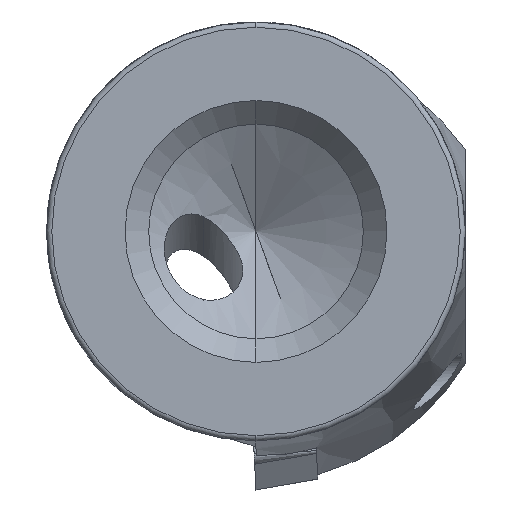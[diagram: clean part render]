
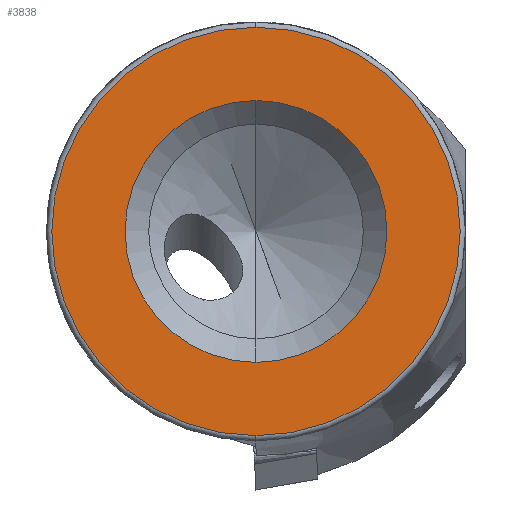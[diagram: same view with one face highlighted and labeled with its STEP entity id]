
A CAD part, left-side view. The second image highlights one B-rep face of the part: STEP entity #3838.
In plain terms, the highlighted planar face has unit normal (-1, 0, 0).
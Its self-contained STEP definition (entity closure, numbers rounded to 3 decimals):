
#37 = EDGE_CURVE ( 'NONE', #1503, #4079, #917, .T. ) ;
#44 = EDGE_LOOP ( 'NONE', ( #628, #1539 ) ) ;
#129 = PLANE ( 'NONE',  #1292 ) ;
#174 = CARTESIAN_POINT ( 'NONE',  ( -27., 0., 9.875 ) ) ;
#220 = AXIS2_PLACEMENT_3D ( 'NONE', #863, #3302, #1224 ) ;
#415 = ORIENTED_EDGE ( 'NONE', *, *, #1504, .F. ) ;
#435 = CARTESIAN_POINT ( 'NONE',  ( -27., 0., 9.875 ) ) ;
#514 = ORIENTED_EDGE ( 'NONE', *, *, #949, .F. ) ;
#628 = ORIENTED_EDGE ( 'NONE', *, *, #4430, .T. ) ;
#784 = DIRECTION ( 'NONE',  ( 0., 0., 1. ) ) ;
#863 = CARTESIAN_POINT ( 'NONE',  ( -27., 0., 9.875 ) ) ;
#888 = DIRECTION ( 'NONE',  ( 0., 0., -1. ) ) ;
#917 = CIRCLE ( 'NONE', #4344, 7.8 ) ;
#949 = EDGE_CURVE ( 'NONE', #3693, #3198, #2225, .T. ) ;
#1200 = AXIS2_PLACEMENT_3D ( 'NONE', #435, #2897, #784 ) ;
#1224 = DIRECTION ( 'NONE',  ( 0., 0., 1. ) ) ;
#1274 = FACE_BOUND ( 'NONE', #2536, .T. ) ;
#1292 = AXIS2_PLACEMENT_3D ( 'NONE', #3625, #1555, #3976 ) ;
#1490 = CIRCLE ( 'NONE', #2797, 7.8 ) ;
#1503 = VERTEX_POINT ( 'NONE', #2946 ) ;
#1504 = EDGE_CURVE ( 'NONE', #3198, #3693, #1783, .T. ) ;
#1509 = FACE_OUTER_BOUND ( 'NONE', #44, .T. ) ;
#1539 = ORIENTED_EDGE ( 'NONE', *, *, #37, .T. ) ;
#1555 = DIRECTION ( 'NONE',  ( 1., 0., 0. ) ) ;
#1783 = CIRCLE ( 'NONE', #220, 5. ) ;
#1987 = CARTESIAN_POINT ( 'NONE',  ( -27., 0., 9.875 ) ) ;
#2225 = CIRCLE ( 'NONE', #1200, 5. ) ;
#2338 = DIRECTION ( 'NONE',  ( 0., 0., -1. ) ) ;
#2424 = CARTESIAN_POINT ( 'NONE',  ( -27., 0., 4.875 ) ) ;
#2536 = EDGE_LOOP ( 'NONE', ( #514, #415 ) ) ;
#2797 = AXIS2_PLACEMENT_3D ( 'NONE', #1987, #4391, #2338 ) ;
#2897 = DIRECTION ( 'NONE',  ( -1., 0., 0. ) ) ;
#2946 = CARTESIAN_POINT ( 'NONE',  ( -27., 0., 17.675 ) ) ;
#2994 = DIRECTION ( 'NONE',  ( -1., 0., 0. ) ) ;
#3198 = VERTEX_POINT ( 'NONE', #2424 ) ;
#3302 = DIRECTION ( 'NONE',  ( -1., 0., 0. ) ) ;
#3442 = CARTESIAN_POINT ( 'NONE',  ( -27., 0., 2.075 ) ) ;
#3625 = CARTESIAN_POINT ( 'NONE',  ( -27., 0., 1.875 ) ) ;
#3693 = VERTEX_POINT ( 'NONE', #3761 ) ;
#3761 = CARTESIAN_POINT ( 'NONE',  ( -27., 0., 14.875 ) ) ;
#3838 = ADVANCED_FACE ( 'NONE', ( #1509, #1274 ), #129, .F. ) ;
#3976 = DIRECTION ( 'NONE',  ( 0., 0., -1. ) ) ;
#4079 = VERTEX_POINT ( 'NONE', #3442 ) ;
#4344 = AXIS2_PLACEMENT_3D ( 'NONE', #174, #2994, #888 ) ;
#4391 = DIRECTION ( 'NONE',  ( -1., 0., 0. ) ) ;
#4430 = EDGE_CURVE ( 'NONE', #4079, #1503, #1490, .T. ) ;
